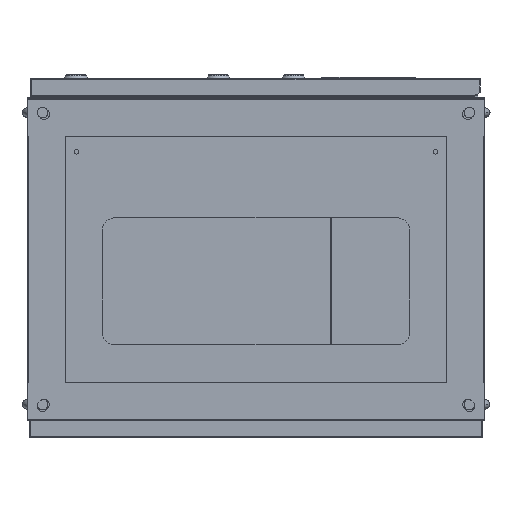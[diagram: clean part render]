
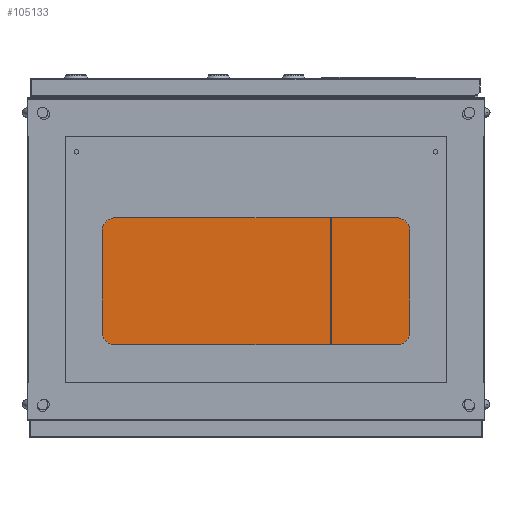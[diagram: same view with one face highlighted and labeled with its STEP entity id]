
A CAD part, front view. The second image highlights one B-rep face of the part: STEP entity #105133.
In plain terms, the highlighted planar face has unit normal (0, -1, 0).
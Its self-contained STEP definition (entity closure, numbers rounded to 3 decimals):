
#486 = ORIENTED_EDGE ( 'NONE', *, *, #108115, .F. ) ;
#1060 = CARTESIAN_POINT ( 'NONE',  ( 98., 1337.7, -208.5 ) ) ;
#5320 = DIRECTION ( 'NONE',  ( 0., 0., 1. ) ) ;
#6724 = EDGE_CURVE ( 'NONE', #24122, #114150, #40410, .T. ) ;
#8491 = ORIENTED_EDGE ( 'NONE', *, *, #73846, .F. ) ;
#8957 = CIRCLE ( 'NONE', #43434, 18. ) ;
#8958 = CIRCLE ( 'NONE', #33733, 18. ) ;
#9031 = CARTESIAN_POINT ( 'NONE',  ( -283.5, 1337.7, 210. ) ) ;
#9727 = DIRECTION ( 'NONE',  ( 0., 0., 1. ) ) ;
#11095 = DIRECTION ( 'NONE',  ( 0., -1., 0. ) ) ;
#12438 = LINE ( 'NONE', #104058, #55040 ) ;
#12943 = CARTESIAN_POINT ( 'NONE',  ( 283.5, 1337.7, -208.5 ) ) ;
#13270 = CARTESIAN_POINT ( 'NONE',  ( -65.5, 1337.7, -150. ) ) ;
#13419 = CIRCLE ( 'NONE', #36438, 18. ) ;
#13733 = CARTESIAN_POINT ( 'NONE',  ( -117.5, 1337.7, -150. ) ) ;
#15232 = VERTEX_POINT ( 'NONE', #59021 ) ;
#16595 = DIRECTION ( 'NONE',  ( 0., -1., 0. ) ) ;
#17570 = CARTESIAN_POINT ( 'NONE',  ( 99., 1337.7, -211. ) ) ;
#18944 = EDGE_CURVE ( 'NONE', #39882, #26093, #85035, .T. ) ;
#20711 = VERTEX_POINT ( 'NONE', #100355 ) ;
#21666 = ORIENTED_EDGE ( 'NONE', *, *, #46885, .F. ) ;
#21990 = ORIENTED_EDGE ( 'NONE', *, *, #111798, .F. ) ;
#22452 = DIRECTION ( 'NONE',  ( 0., 0., 1. ) ) ;
#22892 = DIRECTION ( 'NONE',  ( 0., 0., 1. ) ) ;
#22914 = CARTESIAN_POINT ( 'NONE',  ( 98., 1337.7, -211. ) ) ;
#22915 = CARTESIAN_POINT ( 'NONE',  ( -169.5, 1337.7, -132. ) ) ;
#24122 = VERTEX_POINT ( 'NONE', #80875 ) ;
#24566 = DIRECTION ( 'NONE',  ( 0., -1., 0. ) ) ;
#25442 = CARTESIAN_POINT ( 'NONE',  ( 705.644, 1337.7, -208.5 ) ) ;
#26093 = VERTEX_POINT ( 'NONE', #77833 ) ;
#26256 = DIRECTION ( 'NONE',  ( 0., 0., 1. ) ) ;
#27960 = CARTESIAN_POINT ( 'NONE',  ( 283.5, 1337.7, 210. ) ) ;
#29959 = LINE ( 'NONE', #17570, #96822 ) ;
#30287 = ORIENTED_EDGE ( 'NONE', *, *, #105606, .F. ) ;
#30770 = ORIENTED_EDGE ( 'NONE', *, *, #6724, .F. ) ;
#32561 = VERTEX_POINT ( 'NONE', #111556 ) ;
#33228 = FACE_OUTER_BOUND ( 'NONE', #48432, .T. ) ;
#33733 = AXIS2_PLACEMENT_3D ( 'NONE', #51910, #115595, #61063 ) ;
#34744 = CIRCLE ( 'NONE', #107464, 18. ) ;
#34795 = VERTEX_POINT ( 'NONE', #117375 ) ;
#35836 = ORIENTED_EDGE ( 'NONE', *, *, #95544, .F. ) ;
#36438 = AXIS2_PLACEMENT_3D ( 'NONE', #65483, #11095, #74626 ) ;
#39107 = VECTOR ( 'NONE', #77306, 1000. ) ;
#39882 = VERTEX_POINT ( 'NONE', #12943 ) ;
#40263 = LINE ( 'NONE', #95464, #88628 ) ;
#40410 = CIRCLE ( 'NONE', #109274, 18. ) ;
#42745 = LINE ( 'NONE', #9031, #112510 ) ;
#42748 = ORIENTED_EDGE ( 'NONE', *, *, #90624, .F. ) ;
#42937 = EDGE_CURVE ( 'NONE', #99725, #20711, #42745, .T. ) ;
#43434 = AXIS2_PLACEMENT_3D ( 'NONE', #78982, #24566, #88123 ) ;
#44109 = CARTESIAN_POINT ( 'NONE',  ( 705.644, 1337.7, 210. ) ) ;
#44808 = CARTESIAN_POINT ( 'NONE',  ( -65.5, 1337.7, -132. ) ) ;
#44986 = ORIENTED_EDGE ( 'NONE', *, *, #104336, .T. ) ;
#45132 = CARTESIAN_POINT ( 'NONE',  ( -169.5, 1337.7, -150. ) ) ;
#45165 = DIRECTION ( 'NONE',  ( 0., 0., 1. ) ) ;
#45219 = VERTEX_POINT ( 'NONE', #115575 ) ;
#45234 = AXIS2_PLACEMENT_3D ( 'NONE', #13733, #77291, #22892 ) ;
#45512 = AXIS2_PLACEMENT_3D ( 'NONE', #13270, #76827, #22452 ) ;
#46885 = EDGE_CURVE ( 'NONE', #66163, #34795, #8958, .T. ) ;
#48432 = EDGE_LOOP ( 'NONE', ( #42748, #72705, #107060, #68379, #102600, #486, #44986, #21990 ) ) ;
#50540 = VERTEX_POINT ( 'NONE', #51630 ) ;
#51630 = CARTESIAN_POINT ( 'NONE',  ( 99., 1337.7, -208.5 ) ) ;
#51910 = CARTESIAN_POINT ( 'NONE',  ( -221.5, 1337.7, -150. ) ) ;
#52147 = VECTOR ( 'NONE', #68960, 1000. ) ;
#52416 = DIRECTION ( 'NONE',  ( -1., 0., 0. ) ) ;
#54237 = DIRECTION ( 'NONE',  ( 0., 0., 1. ) ) ;
#55040 = VECTOR ( 'NONE', #86111, 1000. ) ;
#55265 = VERTEX_POINT ( 'NONE', #69082 ) ;
#55541 = VERTEX_POINT ( 'NONE', #1060 ) ;
#57351 = FACE_BOUND ( 'NONE', #68979, .T. ) ;
#59021 = CARTESIAN_POINT ( 'NONE',  ( -117.5, 1337.7, -168. ) ) ;
#59726 = DIRECTION ( 'NONE',  ( 0., -1., 0. ) ) ;
#59835 = CARTESIAN_POINT ( 'NONE',  ( 705.644, 1337.7, -208.5 ) ) ;
#61063 = DIRECTION ( 'NONE',  ( 0., 0., 1. ) ) ;
#63047 = FACE_BOUND ( 'NONE', #90965, .T. ) ;
#65483 = CARTESIAN_POINT ( 'NONE',  ( -169.5, 1337.7, -150. ) ) ;
#66163 = VERTEX_POINT ( 'NONE', #102647 ) ;
#68379 = ORIENTED_EDGE ( 'NONE', *, *, #114735, .T. ) ;
#68960 = DIRECTION ( 'NONE',  ( -1., 0., 0. ) ) ;
#68979 = EDGE_LOOP ( 'NONE', ( #100935, #8491 ) ) ;
#69082 = CARTESIAN_POINT ( 'NONE',  ( 98., 1337.7, 189. ) ) ;
#69630 = EDGE_CURVE ( 'NONE', #107729, #45219, #81202, .T. ) ;
#70515 = CIRCLE ( 'NONE', #45512, 18. ) ;
#70940 = LINE ( 'NONE', #25442, #92303 ) ;
#70985 = CARTESIAN_POINT ( 'NONE',  ( -65.5, 1337.7, -150. ) ) ;
#71959 = DIRECTION ( 'NONE',  ( 0., 0., 1. ) ) ;
#72705 = ORIENTED_EDGE ( 'NONE', *, *, #92788, .F. ) ;
#73846 = EDGE_CURVE ( 'NONE', #15232, #108298, #77770, .T. ) ;
#74626 = DIRECTION ( 'NONE',  ( 0., 0., 1. ) ) ;
#74977 = CARTESIAN_POINT ( 'NONE',  ( -283.5, 1337.7, -208.5 ) ) ;
#76827 = DIRECTION ( 'NONE',  ( 0., -1., 0. ) ) ;
#77291 = DIRECTION ( 'NONE',  ( 0., -1., 0. ) ) ;
#77306 = DIRECTION ( 'NONE',  ( 0., 0., 1. ) ) ;
#77770 = CIRCLE ( 'NONE', #45234, 18. ) ;
#77833 = CARTESIAN_POINT ( 'NONE',  ( 283.5, 1337.7, 210. ) ) ;
#78427 = AXIS2_PLACEMENT_3D ( 'NONE', #44109, #80681, #26256 ) ;
#78982 = CARTESIAN_POINT ( 'NONE',  ( -221.5, 1337.7, -150. ) ) ;
#80141 = DIRECTION ( 'NONE',  ( 0., 0., 1. ) ) ;
#80681 = DIRECTION ( 'NONE',  ( 0., 1., 0. ) ) ;
#80875 = CARTESIAN_POINT ( 'NONE',  ( -169.5, 1337.7, -168. ) ) ;
#81202 = CIRCLE ( 'NONE', #112005, 18. ) ;
#81531 = FACE_BOUND ( 'NONE', #82932, .T. ) ;
#82160 = VECTOR ( 'NONE', #9727, 1000. ) ;
#82932 = EDGE_LOOP ( 'NONE', ( #35836, #30770 ) ) ;
#85035 = LINE ( 'NONE', #27960, #82160 ) ;
#86111 = DIRECTION ( 'NONE',  ( -1., 0., 0. ) ) ;
#88123 = DIRECTION ( 'NONE',  ( 0., 0., 1. ) ) ;
#88586 = EDGE_CURVE ( 'NONE', #108298, #15232, #34744, .T. ) ;
#88628 = VECTOR ( 'NONE', #103863, 1000. ) ;
#90624 = EDGE_CURVE ( 'NONE', #50540, #32561, #29959, .T. ) ;
#90965 = EDGE_LOOP ( 'NONE', ( #30287, #21666 ) ) ;
#92303 = VECTOR ( 'NONE', #52416, 1000. ) ;
#92788 = EDGE_CURVE ( 'NONE', #39882, #50540, #70940, .T. ) ;
#94592 = EDGE_CURVE ( 'NONE', #45219, #107729, #70515, .T. ) ;
#95464 = CARTESIAN_POINT ( 'NONE',  ( 705.644, 1337.7, 210. ) ) ;
#95544 = EDGE_CURVE ( 'NONE', #114150, #24122, #13419, .T. ) ;
#96822 = VECTOR ( 'NONE', #71959, 1000. ) ;
#98784 = CARTESIAN_POINT ( 'NONE',  ( -117.5, 1337.7, -132. ) ) ;
#99490 = ORIENTED_EDGE ( 'NONE', *, *, #69630, .F. ) ;
#99531 = ORIENTED_EDGE ( 'NONE', *, *, #94592, .F. ) ;
#99725 = VERTEX_POINT ( 'NONE', #74977 ) ;
#100355 = CARTESIAN_POINT ( 'NONE',  ( -283.5, 1337.7, 210. ) ) ;
#100556 = LINE ( 'NONE', #59835, #52147 ) ;
#100935 = ORIENTED_EDGE ( 'NONE', *, *, #88586, .F. ) ;
#102600 = ORIENTED_EDGE ( 'NONE', *, *, #42937, .F. ) ;
#102647 = CARTESIAN_POINT ( 'NONE',  ( -221.5, 1337.7, -168. ) ) ;
#103863 = DIRECTION ( 'NONE',  ( -1., 0., 0. ) ) ;
#104058 = CARTESIAN_POINT ( 'NONE',  ( 99., 1337.7, 189. ) ) ;
#104336 = EDGE_CURVE ( 'NONE', #55541, #55265, #111737, .T. ) ;
#104764 = EDGE_LOOP ( 'NONE', ( #99490, #99531 ) ) ;
#105133 = ADVANCED_FACE ( 'NONE', ( #114365, #57351, #81531, #63047, #33228 ), #116933, .F. ) ;
#105606 = EDGE_CURVE ( 'NONE', #34795, #66163, #8957, .T. ) ;
#107060 = ORIENTED_EDGE ( 'NONE', *, *, #18944, .T. ) ;
#107464 = AXIS2_PLACEMENT_3D ( 'NONE', #114236, #59726, #5320 ) ;
#107729 = VERTEX_POINT ( 'NONE', #44808 ) ;
#108115 = EDGE_CURVE ( 'NONE', #55541, #99725, #100556, .T. ) ;
#108298 = VERTEX_POINT ( 'NONE', #98784 ) ;
#108787 = DIRECTION ( 'NONE',  ( 0., -1., 0. ) ) ;
#109274 = AXIS2_PLACEMENT_3D ( 'NONE', #45132, #108787, #54237 ) ;
#111556 = CARTESIAN_POINT ( 'NONE',  ( 99., 1337.7, 189. ) ) ;
#111737 = LINE ( 'NONE', #22914, #39107 ) ;
#111798 = EDGE_CURVE ( 'NONE', #32561, #55265, #12438, .T. ) ;
#112005 = AXIS2_PLACEMENT_3D ( 'NONE', #70985, #16595, #80141 ) ;
#112510 = VECTOR ( 'NONE', #45165, 1000. ) ;
#114150 = VERTEX_POINT ( 'NONE', #22915 ) ;
#114236 = CARTESIAN_POINT ( 'NONE',  ( -117.5, 1337.7, -150. ) ) ;
#114365 = FACE_BOUND ( 'NONE', #104764, .T. ) ;
#114735 = EDGE_CURVE ( 'NONE', #26093, #20711, #40263, .T. ) ;
#115575 = CARTESIAN_POINT ( 'NONE',  ( -65.5, 1337.7, -168. ) ) ;
#115595 = DIRECTION ( 'NONE',  ( 0., -1., 0. ) ) ;
#116933 = PLANE ( 'NONE',  #78427 ) ;
#117375 = CARTESIAN_POINT ( 'NONE',  ( -221.5, 1337.7, -132. ) ) ;
